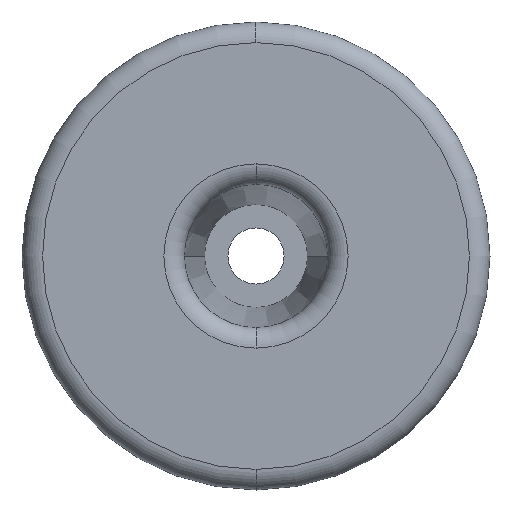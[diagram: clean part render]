
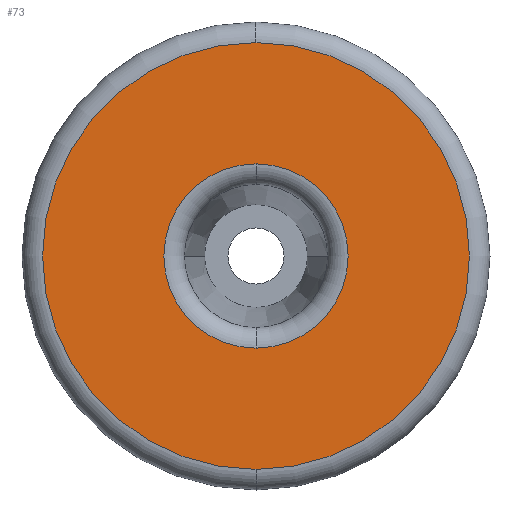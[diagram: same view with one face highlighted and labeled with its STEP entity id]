
A CAD part, front view. The second image highlights one B-rep face of the part: STEP entity #73.
In plain terms, the highlighted planar face has unit normal (0, -1, 0).
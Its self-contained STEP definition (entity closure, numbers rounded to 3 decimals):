
#73=ADVANCED_FACE('',(#156,#157),#158,.T.);
#156=FACE_OUTER_BOUND('',#253,.T.);
#157=FACE_BOUND('',#254,.T.);
#158=PLANE('',#255);
#253=EDGE_LOOP('',(#392,#393,#394));
#254=EDGE_LOOP('',(#395,#396,#397));
#255=AXIS2_PLACEMENT_3D('',#398,#399,#400);
#392=ORIENTED_EDGE('',*,*,#524,.F.);
#393=ORIENTED_EDGE('',*,*,#523,.F.);
#394=ORIENTED_EDGE('',*,*,#556,.F.);
#395=ORIENTED_EDGE('',*,*,#532,.T.);
#396=ORIENTED_EDGE('',*,*,#554,.T.);
#397=ORIENTED_EDGE('',*,*,#533,.T.);
#398=CARTESIAN_POINT('',(16.32,-22.0,0.0));
#399=DIRECTION('',(-0.0,-1.0,-0.0));
#400=DIRECTION('',(-1.0,0.0,0.0));
#523=EDGE_CURVE('',#608,#611,#612,.T.);
#524=EDGE_CURVE('',#611,#613,#614,.T.);
#532=EDGE_CURVE('',#627,#625,#628,.T.);
#533=EDGE_CURVE('',#619,#627,#629,.T.);
#554=EDGE_CURVE('',#625,#619,#657,.T.);
#556=EDGE_CURVE('',#613,#608,#659,.T.);
#608=VERTEX_POINT('',#729);
#611=VERTEX_POINT('',#732);
#612=CIRCLE('',#733,22.8);
#613=VERTEX_POINT('',#734);
#614=CIRCLE('',#735,22.8);
#619=VERTEX_POINT('',#740);
#625=VERTEX_POINT('',#746);
#627=VERTEX_POINT('',#748);
#628=CIRCLE('',#749,9.841);
#629=CIRCLE('',#750,9.841);
#657=CIRCLE('',#782,9.841);
#659=CIRCLE('',#784,22.8);
#729=CARTESIAN_POINT('',(0.,-22.0,22.8));
#732=CARTESIAN_POINT('',(22.8,-22.0,0.0));
#733=AXIS2_PLACEMENT_3D('',#862,#863,#864);
#734=CARTESIAN_POINT('',(0.,-22.0,-22.8));
#735=AXIS2_PLACEMENT_3D('',#865,#866,#867);
#740=CARTESIAN_POINT('',(0.,-22.0,9.841));
#746=CARTESIAN_POINT('',(0.,-22.0,-9.841));
#748=CARTESIAN_POINT('',(9.841,-22.0,0.0));
#749=AXIS2_PLACEMENT_3D('',#886,#887,#888);
#750=AXIS2_PLACEMENT_3D('',#889,#890,#891);
#782=AXIS2_PLACEMENT_3D('',#923,#924,#925);
#784=AXIS2_PLACEMENT_3D('',#926,#927,#928);
#862=CARTESIAN_POINT('',(0.0,-22.0,0.0));
#863=DIRECTION('',(-0.0,1.0,0.0));
#864=DIRECTION('',(1.0,0.0,0.0));
#865=CARTESIAN_POINT('',(0.0,-22.0,0.0));
#866=DIRECTION('',(-0.0,1.0,0.0));
#867=DIRECTION('',(1.0,0.0,0.0));
#886=CARTESIAN_POINT('',(0.0,-22.0,0.0));
#887=DIRECTION('',(-0.0,1.0,0.0));
#888=DIRECTION('',(1.0,0.0,0.0));
#889=CARTESIAN_POINT('',(0.0,-22.0,0.0));
#890=DIRECTION('',(-0.0,1.0,0.0));
#891=DIRECTION('',(1.0,0.0,0.0));
#923=CARTESIAN_POINT('',(0.0,-22.0,0.0));
#924=DIRECTION('',(-0.0,1.0,0.0));
#925=DIRECTION('',(1.0,0.0,0.0));
#926=CARTESIAN_POINT('',(0.0,-22.0,0.0));
#927=DIRECTION('',(-0.0,1.0,0.0));
#928=DIRECTION('',(1.0,0.0,0.0));
